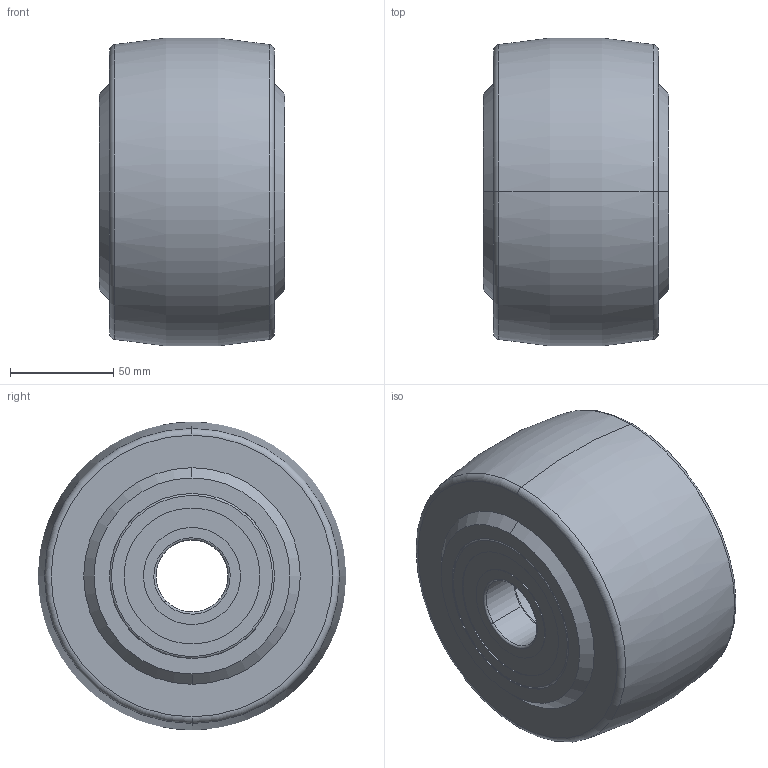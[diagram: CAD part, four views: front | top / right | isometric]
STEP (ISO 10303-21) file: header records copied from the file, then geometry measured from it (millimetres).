
FILE_DESCRIPTION (( 'STEP AP214' ), '1' );
FILE_NAME ('0038558K_GPA-150-80-90-K35.STEP', '2014-11-28T11:35:38', ( '' ), ( '' ), 'SwSTEP 2.0', 'SolidWorks 2014', '' );
FILE_SCHEMA (( 'AUTOMOTIVE_DESIGN' ));
Length unit declared in the file: millimetre
Products named in the file (2): 0038558K_GPA-150-80-90-K35
Bounding box: 90 x 149.22 x 149.22 mm (x, y, z)
Surface area: 98322.2 mm2 (no closed solid volume)
Topology: 0 solids, 8 shells, 50 faces, 116 edges, 76 vertices
Faces by surface type: torus 18, cylinder 18, plane 10, cone 4
Entity records: 2049 total; most frequent: DIRECTION 314, CARTESIAN_POINT 244, ORIENTED_EDGE 200, AXIS2_PLACEMENT_3D 146, EDGE_CURVE 116, CIRCLE 94, VERTEX_POINT 76, EDGE_LOOP 60
